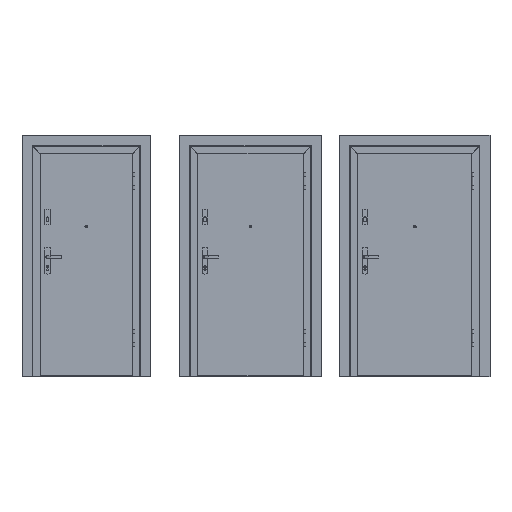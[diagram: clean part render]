
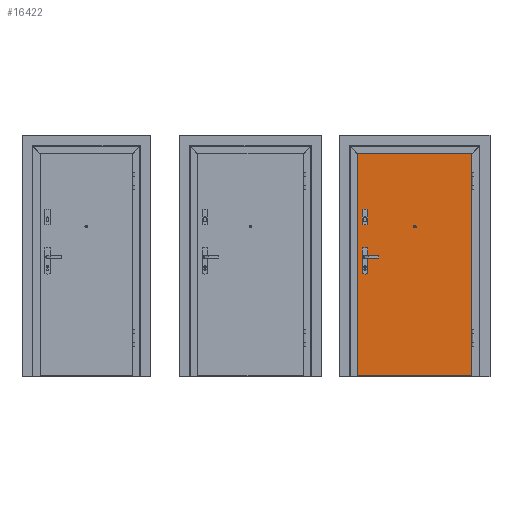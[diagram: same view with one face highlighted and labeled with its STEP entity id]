
A CAD part, front view. The second image highlights one B-rep face of the part: STEP entity #16422.
In plain terms, the highlighted planar face has unit normal (0, -1, 0).
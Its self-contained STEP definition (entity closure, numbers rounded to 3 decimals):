
#6148=CIRCLE('',#101096,98.321);
#6149=CIRCLE('',#101100,98.321);
#6235=CIRCLE('',#101292,98.321);
#6237=CIRCLE('',#101297,98.321);
#6254=CIRCLE('',#101336,13.);
#9247=FACE_BOUND('',#30819,.T.);
#9248=FACE_BOUND('',#30820,.T.);
#9249=FACE_BOUND('',#30821,.T.);
#9250=FACE_BOUND('',#30822,.T.);
#16422=ADVANCED_FACE('',(#9247,#9248,#9249,#9250),#19593,.F.);
#19593=PLANE('',#101358);
#30819=EDGE_LOOP('',(#55677,#55678,#55679,#55680));
#30820=EDGE_LOOP('',(#55681,#55682,#55683,#55684));
#30821=EDGE_LOOP('',(#55685,#55686,#55687,#55688));
#30822=EDGE_LOOP('',(#55689));
#55677=ORIENTED_EDGE('',*,*,#76765,.T.);
#55678=ORIENTED_EDGE('',*,*,#76508,.F.);
#55679=ORIENTED_EDGE('',*,*,#76517,.F.);
#55680=ORIENTED_EDGE('',*,*,#76527,.F.);
#55681=ORIENTED_EDGE('',*,*,#76460,.T.);
#55682=ORIENTED_EDGE('',*,*,#76457,.T.);
#55683=ORIENTED_EDGE('',*,*,#76459,.T.);
#55684=ORIENTED_EDGE('',*,*,#76462,.T.);
#55685=ORIENTED_EDGE('',*,*,#76699,.T.);
#55686=ORIENTED_EDGE('',*,*,#76702,.T.);
#55687=ORIENTED_EDGE('',*,*,#76704,.T.);
#55688=ORIENTED_EDGE('',*,*,#76707,.T.);
#55689=ORIENTED_EDGE('',*,*,#76741,.F.);
#64121=VERTEX_POINT('',#166146);
#64122=VERTEX_POINT('',#166151);
#64123=VERTEX_POINT('',#166158);
#64124=VERTEX_POINT('',#166162);
#64160=VERTEX_POINT('',#166322);
#64161=VERTEX_POINT('',#166324);
#64168=VERTEX_POINT('',#166341);
#64174=VERTEX_POINT('',#166360);
#64290=VERTEX_POINT('',#167014);
#64291=VERTEX_POINT('',#167015);
#64292=VERTEX_POINT('',#167020);
#64293=VERTEX_POINT('',#167024);
#64315=VERTEX_POINT('',#167295);
#76457=EDGE_CURVE('',#64121,#64122,#6148,.T.);
#76459=EDGE_CURVE('',#64122,#64123,#84952,.T.);
#76460=EDGE_CURVE('',#64124,#64121,#84953,.T.);
#76462=EDGE_CURVE('',#64123,#64124,#6149,.T.);
#76508=EDGE_CURVE('',#64160,#64161,#84973,.T.);
#76517=EDGE_CURVE('',#64168,#64160,#84982,.T.);
#76527=EDGE_CURVE('',#64174,#64168,#84992,.T.);
#76699=EDGE_CURVE('',#64290,#64291,#85077,.T.);
#76702=EDGE_CURVE('',#64291,#64292,#6235,.T.);
#76704=EDGE_CURVE('',#64292,#64293,#85081,.T.);
#76707=EDGE_CURVE('',#64293,#64290,#6237,.T.);
#76741=EDGE_CURVE('',#64315,#64315,#6254,.T.);
#76765=EDGE_CURVE('',#64174,#64161,#85103,.T.);
#84952=LINE('',#166159,#93290);
#84953=LINE('',#166161,#93291);
#84973=LINE('',#166323,#93311);
#84982=LINE('',#166342,#93320);
#84992=LINE('',#166361,#93330);
#85077=LINE('',#167013,#93415);
#85081=LINE('',#167023,#93419);
#85103=LINE('',#167357,#93441);
#93290=VECTOR('',#124858,1.);
#93291=VECTOR('',#124861,1.);
#93311=VECTOR('',#124971,1.);
#93320=VECTOR('',#124984,1.);
#93330=VECTOR('',#125000,1.);
#93415=VECTOR('',#125369,1.);
#93419=VECTOR('',#125379,1.);
#93441=VECTOR('',#125527,1.);
#101096=AXIS2_PLACEMENT_3D('',#166152,#124854,#124855);
#101100=AXIS2_PLACEMENT_3D('',#166168,#124864,#124865);
#101292=AXIS2_PLACEMENT_3D('',#167019,#125374,#125375);
#101297=AXIS2_PLACEMENT_3D('',#167029,#125387,#125388);
#101336=AXIS2_PLACEMENT_3D('',#167294,#125472,#125473);
#101358=AXIS2_PLACEMENT_3D('',#167359,#125530,#125531);
#124854=DIRECTION('',(0.,1.,0.));
#124855=DIRECTION('',(-1.,0.,0.));
#124858=DIRECTION('',(0.,0.,-1.));
#124861=DIRECTION('',(0.,0.,1.));
#124864=DIRECTION('',(0.,1.,0.));
#124865=DIRECTION('',(-1.,0.,0.));
#124971=DIRECTION('',(0.,0.,1.));
#124984=DIRECTION('',(-1.,0.,0.));
#125000=DIRECTION('',(0.,0.,-1.));
#125369=DIRECTION('',(0.,0.,-1.));
#125374=DIRECTION('',(0.,1.,0.));
#125375=DIRECTION('',(-1.,0.,0.));
#125379=DIRECTION('',(0.,0.,1.));
#125387=DIRECTION('',(0.,1.,0.));
#125388=DIRECTION('',(-1.,0.,0.));
#125472=DIRECTION('',(0.,-1.,0.));
#125473=DIRECTION('',(0.,0.,-1.));
#125527=DIRECTION('',(-1.,0.,0.));
#125530=DIRECTION('',(0.,1.,0.));
#125531=DIRECTION('',(1.,0.,0.));
#166146=CARTESIAN_POINT('',(2520.,-50.,1523.5));
#166151=CARTESIAN_POINT('',(2572.,-50.,1523.5));
#166152=CARTESIAN_POINT('',(2546.,-50.,1428.679));
#166158=CARTESIAN_POINT('',(2572.,-50.,1385.5));
#166159=CARTESIAN_POINT('',(2572.,-50.,1523.5));
#166161=CARTESIAN_POINT('',(2520.,-50.,1385.5));
#166162=CARTESIAN_POINT('',(2520.,-50.,1385.5));
#166168=CARTESIAN_POINT('',(2546.,-50.,1480.321));
#166322=CARTESIAN_POINT('',(2478.,-50.,2.));
#166323=CARTESIAN_POINT('',(2478.,-50.,-15.));
#166324=CARTESIAN_POINT('',(2478.,-50.,2032.));
#166341=CARTESIAN_POINT('',(3522.,-50.,2.));
#166342=CARTESIAN_POINT('',(2553.,-50.,2.));
#166360=CARTESIAN_POINT('',(3522.,-50.,2032.));
#166361=CARTESIAN_POINT('',(3522.,-50.,-15.));
#167013=CARTESIAN_POINT('',(2572.,-50.,1171.5));
#167014=CARTESIAN_POINT('',(2572.,-50.,1171.5));
#167015=CARTESIAN_POINT('',(2572.,-50.,936.5));
#167019=CARTESIAN_POINT('',(2546.,-50.,1031.321));
#167020=CARTESIAN_POINT('',(2520.,-50.,936.5));
#167023=CARTESIAN_POINT('',(2520.,-50.,936.5));
#167024=CARTESIAN_POINT('',(2520.,-50.,1171.5));
#167029=CARTESIAN_POINT('',(2546.,-50.,1076.679));
#167294=CARTESIAN_POINT('',(3000.,-50.,1367.));
#167295=CARTESIAN_POINT('',(3000.,-50.,1354.));
#167357=CARTESIAN_POINT('',(2553.,-50.,2032.));
#167359=CARTESIAN_POINT('',(2553.,-50.,2031.));
